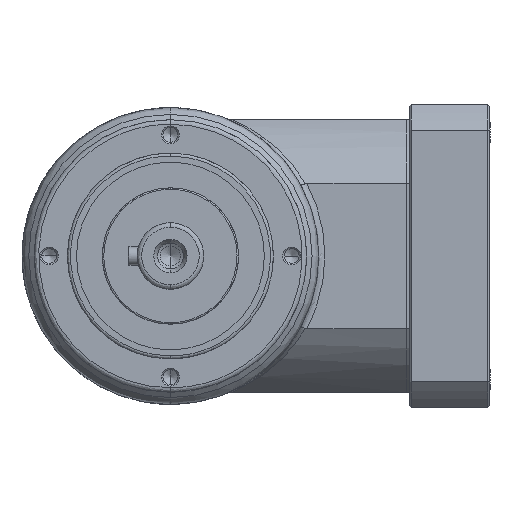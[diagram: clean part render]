
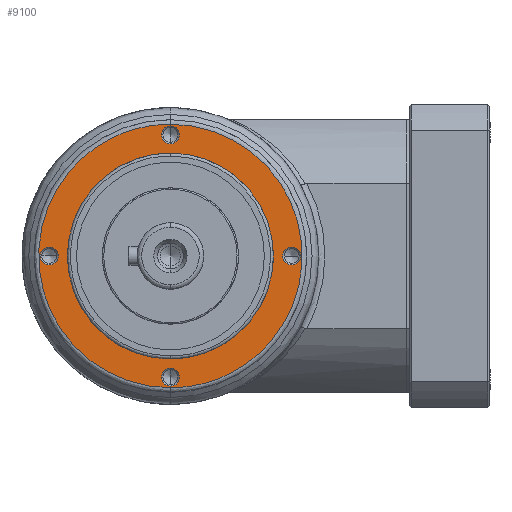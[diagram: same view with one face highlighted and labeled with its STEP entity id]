
A CAD part, left-side view. The second image highlights one B-rep face of the part: STEP entity #9100.
In plain terms, the highlighted face is planar.
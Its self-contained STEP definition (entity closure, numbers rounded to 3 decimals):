
#473 = VERTEX_POINT ( 'NONE', #10413 ) ;
#815 = DIRECTION ( 'NONE',  ( 0., 0., 1. ) ) ;
#1332 = VERTEX_POINT ( 'NONE', #4092 ) ;
#1630 = AXIS2_PLACEMENT_3D ( 'NONE', #11601, #11556, #11520 ) ;
#2181 = ORIENTED_EDGE ( 'NONE', *, *, #11222, .T. ) ;
#2303 = EDGE_LOOP ( 'NONE', ( #3298, #6426 ) ) ;
#2630 = EDGE_LOOP ( 'NONE', ( #14051, #20571 ) ) ;
#2631 = PLANE ( 'NONE',  #11907 ) ;
#2688 = FACE_BOUND ( 'NONE', #2303, .T. ) ;
#2747 = CARTESIAN_POINT ( 'NONE',  ( -44., 87., -43.5 ) ) ;
#2832 = AXIS2_PLACEMENT_3D ( 'NONE', #7973, #7724, #6584 ) ;
#3088 = DIRECTION ( 'NONE',  ( -1., 0., 0. ) ) ;
#3096 = EDGE_LOOP ( 'NONE', ( #3149, #9320 ) ) ;
#3149 = ORIENTED_EDGE ( 'NONE', *, *, #15932, .F. ) ;
#3160 = CIRCLE ( 'NONE', #18900, 2.958 ) ;
#3298 = ORIENTED_EDGE ( 'NONE', *, *, #10344, .T. ) ;
#3430 = DIRECTION ( 'NONE',  ( 1., 0., 0. ) ) ;
#3460 = DIRECTION ( 'NONE',  ( 0., 0., -1. ) ) ;
#3465 = VERTEX_POINT ( 'NONE', #11844 ) ;
#3477 = DIRECTION ( 'NONE',  ( -1., 0., 0. ) ) ;
#3518 = CARTESIAN_POINT ( 'NONE',  ( -44., 0., -40. ) ) ;
#3602 = CARTESIAN_POINT ( 'NONE',  ( -44., -40., 2.958 ) ) ;
#3636 = EDGE_CURVE ( 'NONE', #3465, #20873, #18976, .T. ) ;
#4092 = CARTESIAN_POINT ( 'NONE',  ( -44., 0., 37.042 ) ) ;
#4191 = AXIS2_PLACEMENT_3D ( 'NONE', #14467, #12420, #14732 ) ;
#4833 = DIRECTION ( 'NONE',  ( -1., 0., 0. ) ) ;
#4969 = DIRECTION ( 'NONE',  ( 0., 0., -1. ) ) ;
#5155 = DIRECTION ( 'NONE',  ( -1., 0., 0. ) ) ;
#5887 = AXIS2_PLACEMENT_3D ( 'NONE', #14891, #4833, #16403 ) ;
#5988 = CARTESIAN_POINT ( 'NONE',  ( -44., 40., 0. ) ) ;
#6139 = EDGE_LOOP ( 'NONE', ( #2181, #14371 ) ) ;
#6194 = EDGE_LOOP ( 'NONE', ( #18912, #11067 ) ) ;
#6326 = EDGE_LOOP ( 'NONE', ( #20213, #16967 ) ) ;
#6426 = ORIENTED_EDGE ( 'NONE', *, *, #17829, .T. ) ;
#6469 = CIRCLE ( 'NONE', #8743, 2.958 ) ;
#6531 = FACE_BOUND ( 'NONE', #2630, .T. ) ;
#6584 = DIRECTION ( 'NONE',  ( 0., 0., -1. ) ) ;
#6841 = CIRCLE ( 'NONE', #12175, 34. ) ;
#7002 = VERTEX_POINT ( 'NONE', #15869 ) ;
#7492 = AXIS2_PLACEMENT_3D ( 'NONE', #3518, #3477, #3460 ) ;
#7691 = CARTESIAN_POINT ( 'NONE',  ( -44., 0., 34. ) ) ;
#7724 = DIRECTION ( 'NONE',  ( -1., 0., 0. ) ) ;
#7748 = DIRECTION ( 'NONE',  ( 0., 0., -1. ) ) ;
#7973 = CARTESIAN_POINT ( 'NONE',  ( -44., 40., 0. ) ) ;
#8020 = CIRCLE ( 'NONE', #5887, 2.958 ) ;
#8743 = AXIS2_PLACEMENT_3D ( 'NONE', #15586, #15556, #15533 ) ;
#8859 =( BOUNDED_CURVE ( )  B_SPLINE_CURVE ( 3, ( #11205, #12789, #2747, #14396 ),
 .UNSPECIFIED., .F., .F. ) 
 B_SPLINE_CURVE_WITH_KNOTS ( ( 4, 4 ),
 ( 0.5, 1. ),
 .UNSPECIFIED. ) 
 CURVE ( )  GEOMETRIC_REPRESENTATION_ITEM ( )  RATIONAL_B_SPLINE_CURVE ( ( 1., 0.333, 0.333, 1. ) ) 
 REPRESENTATION_ITEM ( '' )  );
#9019 = VERTEX_POINT ( 'NONE', #17803 ) ;
#9100 = ADVANCED_FACE ( 'NONE', ( #6531, #2688, #15435, #19415, #14927, #10677 ), #2631, .T. ) ;
#9320 = ORIENTED_EDGE ( 'NONE', *, *, #3636, .F. ) ;
#9891 = EDGE_CURVE ( 'NONE', #1332, #9019, #6469, .T. ) ;
#10086 = CARTESIAN_POINT ( 'NONE',  ( -44., 0., 43.5 ) ) ;
#10344 = EDGE_CURVE ( 'NONE', #17321, #16254, #10813, .T. ) ;
#10413 = CARTESIAN_POINT ( 'NONE',  ( -44., 40., -2.958 ) ) ;
#10507 = CIRCLE ( 'NONE', #2832, 2.958 ) ;
#10677 = FACE_BOUND ( 'NONE', #6194, .T. ) ;
#10813 = CIRCLE ( 'NONE', #7492, 2.958 ) ;
#10953 = DIRECTION ( 'NONE',  ( -1., 0., 0. ) ) ;
#11067 = ORIENTED_EDGE ( 'NONE', *, *, #14668, .T. ) ;
#11205 = CARTESIAN_POINT ( 'NONE',  ( -44., 0., 43.5 ) ) ;
#11222 = EDGE_CURVE ( 'NONE', #20053, #15352, #18279, .T. ) ;
#11490 = EDGE_CURVE ( 'NONE', #473, #16958, #10507, .T. ) ;
#11520 = DIRECTION ( 'NONE',  ( 0., 0., -1. ) ) ;
#11556 = DIRECTION ( 'NONE',  ( -1., 0., 0. ) ) ;
#11601 = CARTESIAN_POINT ( 'NONE',  ( -44., -40., 0. ) ) ;
#11748 = EDGE_CURVE ( 'NONE', #7002, #14817, #14456, .T. ) ;
#11844 = CARTESIAN_POINT ( 'NONE',  ( -44., 0., -43.5 ) ) ;
#11907 = AXIS2_PLACEMENT_3D ( 'NONE', #12952, #3430, #4969 ) ;
#12175 = AXIS2_PLACEMENT_3D ( 'NONE', #20167, #10953, #815 ) ;
#12420 = DIRECTION ( 'NONE',  ( -1., 0., 0. ) ) ;
#12789 = CARTESIAN_POINT ( 'NONE',  ( -44., 87., 43.5 ) ) ;
#12952 = CARTESIAN_POINT ( 'NONE',  ( -44., 0., 0. ) ) ;
#13146 = CARTESIAN_POINT ( 'NONE',  ( -44., 0., -40. ) ) ;
#13976 = AXIS2_PLACEMENT_3D ( 'NONE', #13146, #3088, #14764 ) ;
#14051 = ORIENTED_EDGE ( 'NONE', *, *, #9891, .T. ) ;
#14371 = ORIENTED_EDGE ( 'NONE', *, *, #16604, .T. ) ;
#14396 = CARTESIAN_POINT ( 'NONE',  ( -44., 0., -43.5 ) ) ;
#14456 = CIRCLE ( 'NONE', #1630, 2.958 ) ;
#14467 = CARTESIAN_POINT ( 'NONE',  ( -44., 0., 0. ) ) ;
#14668 = EDGE_CURVE ( 'NONE', #14817, #7002, #3160, .T. ) ;
#14732 = DIRECTION ( 'NONE',  ( 0., 0., 1. ) ) ;
#14764 = DIRECTION ( 'NONE',  ( 0., 0., -1. ) ) ;
#14817 = VERTEX_POINT ( 'NONE', #3602 ) ;
#14867 = CARTESIAN_POINT ( 'NONE',  ( -44., 0., -42.958 ) ) ;
#14891 = CARTESIAN_POINT ( 'NONE',  ( -44., 0., 40. ) ) ;
#14927 = FACE_BOUND ( 'NONE', #6326, .T. ) ;
#15140 = EDGE_CURVE ( 'NONE', #16958, #473, #18909, .T. ) ;
#15222 = CARTESIAN_POINT ( 'NONE',  ( -44., -40., 0. ) ) ;
#15352 = VERTEX_POINT ( 'NONE', #16623 ) ;
#15435 = FACE_OUTER_BOUND ( 'NONE', #3096, .T. ) ;
#15533 = DIRECTION ( 'NONE',  ( 0., 0., -1. ) ) ;
#15551 = CARTESIAN_POINT ( 'NONE',  ( -44., 0., 43.5 ) ) ;
#15556 = DIRECTION ( 'NONE',  ( -1., 0., 0. ) ) ;
#15586 = CARTESIAN_POINT ( 'NONE',  ( -44., 0., 40. ) ) ;
#15677 = CARTESIAN_POINT ( 'NONE',  ( -44., -87., 43.5 ) ) ;
#15695 = CARTESIAN_POINT ( 'NONE',  ( -44., -87., -43.5 ) ) ;
#15755 = CARTESIAN_POINT ( 'NONE',  ( -44., 0., -43.5 ) ) ;
#15823 = CIRCLE ( 'NONE', #13976, 2.958 ) ;
#15869 = CARTESIAN_POINT ( 'NONE',  ( -44., -40., -2.958 ) ) ;
#15932 = EDGE_CURVE ( 'NONE', #20873, #3465, #8859, .T. ) ;
#16254 = VERTEX_POINT ( 'NONE', #19197 ) ;
#16403 = DIRECTION ( 'NONE',  ( 0., 0., -1. ) ) ;
#16604 = EDGE_CURVE ( 'NONE', #15352, #20053, #6841, .T. ) ;
#16623 = CARTESIAN_POINT ( 'NONE',  ( -44., 0., -34. ) ) ;
#16666 = DIRECTION ( 'NONE',  ( 0., 0., -1. ) ) ;
#16958 = VERTEX_POINT ( 'NONE', #18227 ) ;
#16967 = ORIENTED_EDGE ( 'NONE', *, *, #15140, .T. ) ;
#17321 = VERTEX_POINT ( 'NONE', #14867 ) ;
#17400 = DIRECTION ( 'NONE',  ( -1., 0., 0. ) ) ;
#17708 = AXIS2_PLACEMENT_3D ( 'NONE', #5988, #17400, #7748 ) ;
#17803 = CARTESIAN_POINT ( 'NONE',  ( -44., 0., 42.958 ) ) ;
#17829 = EDGE_CURVE ( 'NONE', #16254, #17321, #15823, .T. ) ;
#18227 = CARTESIAN_POINT ( 'NONE',  ( -44., 40., 2.958 ) ) ;
#18279 = CIRCLE ( 'NONE', #4191, 34. ) ;
#18900 = AXIS2_PLACEMENT_3D ( 'NONE', #15222, #5155, #16666 ) ;
#18909 = CIRCLE ( 'NONE', #17708, 2.958 ) ;
#18912 = ORIENTED_EDGE ( 'NONE', *, *, #11748, .T. ) ;
#18976 =( BOUNDED_CURVE ( )  B_SPLINE_CURVE ( 3, ( #15755, #15695, #15677, #15551 ),
 .UNSPECIFIED., .F., .T. ) 
 B_SPLINE_CURVE_WITH_KNOTS ( ( 4, 4 ),
 ( 0., 0.5 ),
 .UNSPECIFIED. ) 
 CURVE ( )  GEOMETRIC_REPRESENTATION_ITEM ( )  RATIONAL_B_SPLINE_CURVE ( ( 1., 0.333, 0.333, 1. ) ) 
 REPRESENTATION_ITEM ( '' )  );
#19197 = CARTESIAN_POINT ( 'NONE',  ( -44., 0., -37.042 ) ) ;
#19415 = FACE_BOUND ( 'NONE', #6139, .T. ) ;
#20053 = VERTEX_POINT ( 'NONE', #7691 ) ;
#20167 = CARTESIAN_POINT ( 'NONE',  ( -44., 0., 0. ) ) ;
#20213 = ORIENTED_EDGE ( 'NONE', *, *, #11490, .T. ) ;
#20233 = EDGE_CURVE ( 'NONE', #9019, #1332, #8020, .T. ) ;
#20571 = ORIENTED_EDGE ( 'NONE', *, *, #20233, .T. ) ;
#20873 = VERTEX_POINT ( 'NONE', #10086 ) ;
